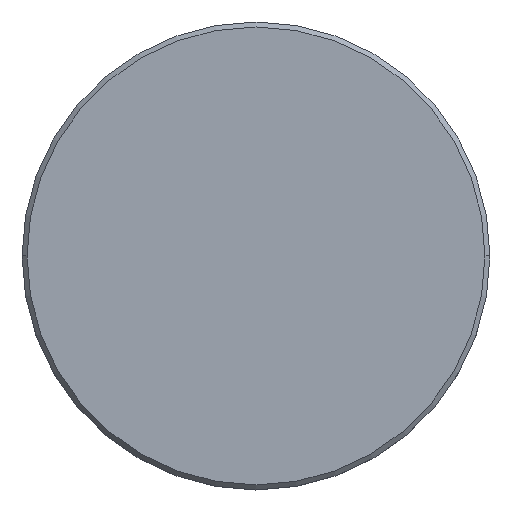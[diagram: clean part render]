
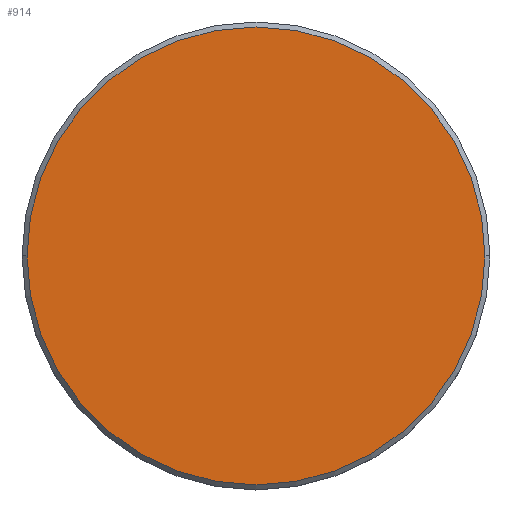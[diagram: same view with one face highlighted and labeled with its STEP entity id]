
A CAD part, top view. The second image highlights one B-rep face of the part: STEP entity #914.
In plain terms, the highlighted planar face has unit normal (0, 0, 1).
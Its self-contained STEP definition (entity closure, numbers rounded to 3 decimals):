
#109 = AXIS2_PLACEMENT_3D ( 'NONE', #141, #786, #799 ) ;
#141 = CARTESIAN_POINT ( 'NONE',  ( 0., 0., 0. ) ) ;
#184 = CIRCLE ( 'NONE', #946, 23. ) ;
#292 = ORIENTED_EDGE ( 'NONE', *, *, #348, .T. ) ;
#335 = CARTESIAN_POINT ( 'NONE',  ( 0., 0., 0. ) ) ;
#348 = EDGE_CURVE ( 'NONE', #1141, #415, #184, .T. ) ;
#375 = EDGE_LOOP ( 'NONE', ( #292, #969 ) ) ;
#415 = VERTEX_POINT ( 'NONE', #1036 ) ;
#475 = CARTESIAN_POINT ( 'NONE',  ( 0., 0., 0. ) ) ;
#511 = PLANE ( 'NONE',  #793 ) ;
#516 = DIRECTION ( 'NONE',  ( 0., 0., 1. ) ) ;
#591 = CARTESIAN_POINT ( 'NONE',  ( -23., 0., 0. ) ) ;
#699 = FACE_OUTER_BOUND ( 'NONE', #375, .T. ) ;
#772 = CIRCLE ( 'NONE', #109, 23. ) ;
#786 = DIRECTION ( 'NONE',  ( 0., 0., 1. ) ) ;
#793 = AXIS2_PLACEMENT_3D ( 'NONE', #335, #516, #879 ) ;
#799 = DIRECTION ( 'NONE',  ( 1., 0., 0. ) ) ;
#876 = EDGE_CURVE ( 'NONE', #415, #1141, #772, .T. ) ;
#879 = DIRECTION ( 'NONE',  ( 1., 0., 0. ) ) ;
#914 = ADVANCED_FACE ( 'NONE', ( #699 ), #511, .T. ) ;
#940 = DIRECTION ( 'NONE',  ( 0., 0., 1. ) ) ;
#946 = AXIS2_PLACEMENT_3D ( 'NONE', #475, #940, #960 ) ;
#960 = DIRECTION ( 'NONE',  ( 1., 0., 0. ) ) ;
#969 = ORIENTED_EDGE ( 'NONE', *, *, #876, .T. ) ;
#1036 = CARTESIAN_POINT ( 'NONE',  ( 23., 0., 0. ) ) ;
#1141 = VERTEX_POINT ( 'NONE', #591 ) ;
